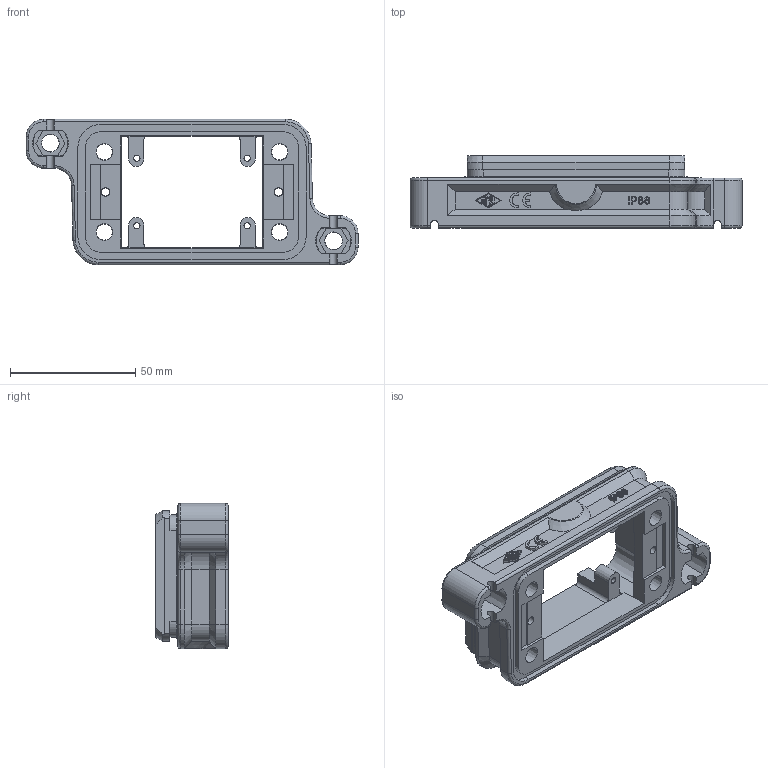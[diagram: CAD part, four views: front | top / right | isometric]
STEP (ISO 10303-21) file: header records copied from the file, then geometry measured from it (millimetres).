
FILE_DESCRIPTION(('Creo Elements/Direct Modeling STEP Export'),'2;1');
FILE_NAME('0ln7uvk49bnm2ag2532','2017-02-23T15:24:18',(''),(''),'PTC Creo Elements/Direct Modeling STEP processor for AP214 (Solid Model)','PTC Creo Elements/Direct Modeling 19.0E 27-Jun-2016 (C) Parametric Technology GmbH','');
FILE_SCHEMA(('AUTOMOTIVE_DESIGN { 1 0 10303 214 1 1 1 1 }'));
Length unit declared in the file: millimetre
Products named in the file (2): CGIE_06
Assembly tree (1 placements, depth 2):
  CGIE_06
    CGIE_06
Bounding box: 132.5 x 28.8 x 58 mm (x, y, z)
Volume: 52769.5 mm3; surface area: 28772.8 mm2
Topology: 1 solids, 1 shells, 640 faces, 1737 edges, 1128 vertices
Faces by surface type: plane 466, cylinder 114, cone 42, torus 18
Entity records: 25841 total; most frequent: CARTESIAN_POINT 4531, ORIENTED_EDGE 3474, DIRECTION 3162, EDGE_CURVE 1737, VECTOR 1362, LINE 1362, VERTEX_POINT 1128, AXIS2_PLACEMENT_3D 900
